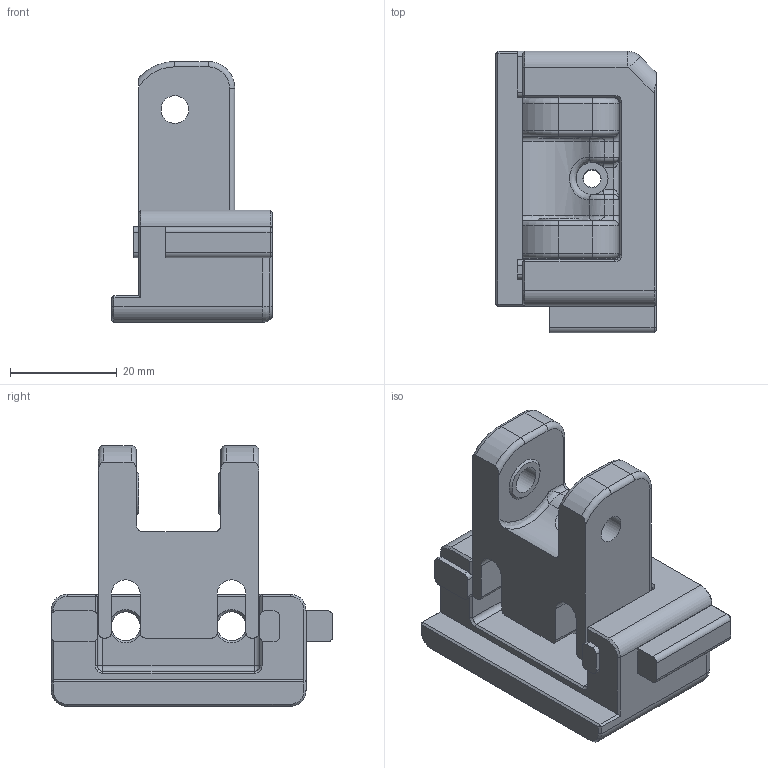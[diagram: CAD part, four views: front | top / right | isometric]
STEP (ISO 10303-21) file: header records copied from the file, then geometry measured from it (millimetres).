
FILE_DESCRIPTION(/* description */ (''),/* implementation_level */ '2;1');
FILE_NAME(/* name */ 'Z Idler.step',/* time_stamp */ '2022-02-28T17:10:32-05:00',/* author */ (''),/* organization */ (''),/* preprocessor_version */ 'ST-DEVELOPER v18.1',/* originating_system */ 'Autodesk Translation Framework v10.13.0.1454',/* authorisation */ '');
FILE_SCHEMA (('AUTOMOTIVE_DESIGN { 1 0 10303 214 3 1 1 }'));
Length unit declared in the file: millimetre
Products named in the file (3): Doom Z Smidler; Component2; Component1
Assembly tree (2 placements, depth 2):
  Doom Z Smidler
    Component2
    Component1
Bounding box: 30 x 52.7 x 48.83 mm (x, y, z)
Volume: 29339.5 mm3; surface area: 11982.7 mm2
Topology: 2 solids, 2 shells, 235 faces, 565 edges, 332 vertices
Faces by surface type: plane 104, cylinder 75, torus 18, cone 18, bspline 14, sphere 6
Full cylindrical faces by diameter (mm): 3.2 x1, 3.4 x1, 4.7 x1, 5.2 x2, 5.4 x2, 6 x1, 10 x2
Entity records: 7601 total; most frequent: CARTESIAN_POINT 2006, DIRECTION 1204, ORIENTED_EDGE 1118, EDGE_CURVE 559, AXIS2_PLACEMENT_3D 441, VERTEX_POINT 332, LINE 322, VECTOR 322
